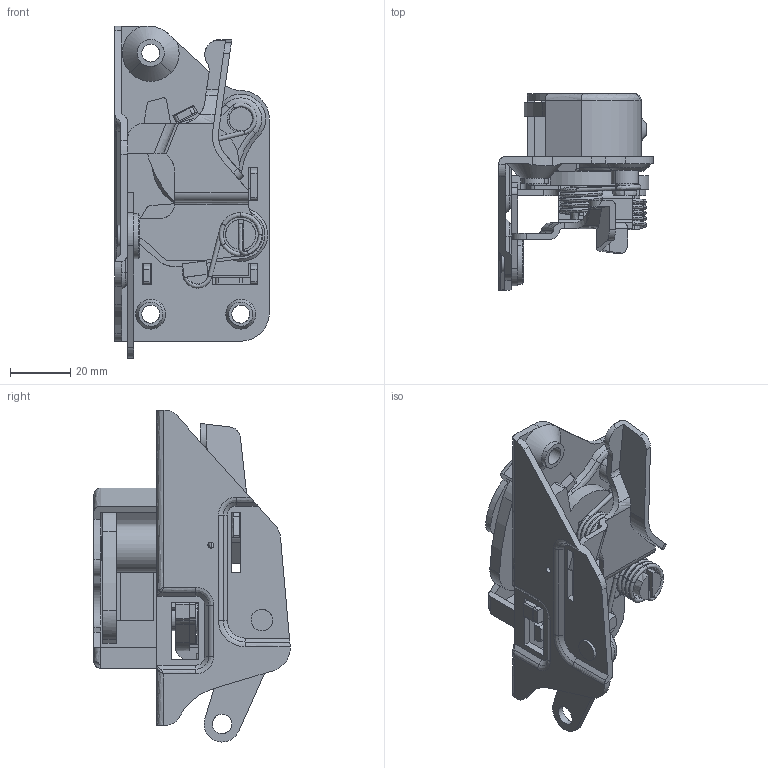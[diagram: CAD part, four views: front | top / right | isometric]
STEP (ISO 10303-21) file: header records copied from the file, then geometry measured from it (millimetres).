
FILE_DESCRIPTION((''),'2;1');
FILE_NAME('','2006-01-17T11:00:10',(''),(''),'','CADfix','');
FILE_SCHEMA(('AUTOMOTIVE_DESIGN'));
Length unit declared in the file: millimetre
Products named in the file (13): spring_B_mr; spring_A_mr; pin_C_mr; pin_B_mr; pin_A_mr; link_mr; lever_B_mr; lever_A_mr; cover_mr; cam_B_mr; cam_A_mr; base_mr; THA_295_2L_26654_36
Assembly tree (12 placements, depth 2):
  THA_295_2L_26654_36
    spring_B_mr
    spring_A_mr
    pin_C_mr
    pin_B_mr
    pin_A_mr
    link_mr
    lever_B_mr
    lever_A_mr
    cover_mr
    cam_B_mr
    cam_A_mr
    base_mr
Bounding box: 51.5 x 65.45 x 110.61 mm (x, y, z)
Volume: 52311.2 mm3; surface area: 45580.1 mm2
Topology: 12 solids, 12 shells, 564 faces, 1826 edges, 1300 vertices
Faces by surface type: bspline 564
Entity records: 32521 total; most frequent: CARTESIAN_POINT 21472, ORIENTED_EDGE 3648, EDGE_CURVE 1824, VERTEX_POINT 1300, B_SPLINE_CURVE_WITH_KNOTS 1038, QUASI_UNIFORM_CURVE 755, EDGE_LOOP 624, FACE_OUTER_BOUND 564
